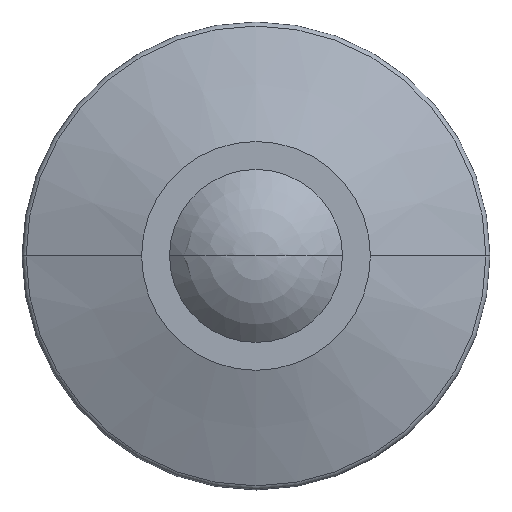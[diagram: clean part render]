
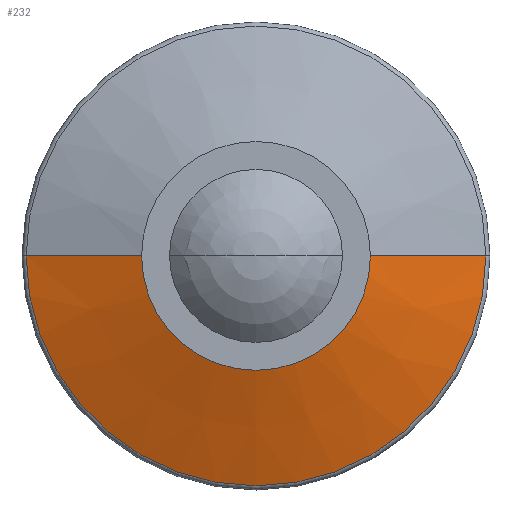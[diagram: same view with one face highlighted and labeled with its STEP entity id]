
A CAD part, top view. The second image highlights one B-rep face of the part: STEP entity #232.
In plain terms, the highlighted conical face has half-angle 69.937 degrees and reference radius 16.553 mm.
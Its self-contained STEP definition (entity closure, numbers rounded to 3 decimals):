
#232=ADVANCED_FACE('',(#637),#638,.T.);
#258=VERTEX_POINT('',#667);
#260=EDGE_CURVE('',#428,#258,#669,.T.);
#338=EDGE_CURVE('',#478,#428,#756,.T.);
#428=VERTEX_POINT('',#858);
#468=EDGE_CURVE('',#258,#524,#902,.T.);
#478=VERTEX_POINT('',#913);
#524=VERTEX_POINT('',#965);
#550=EDGE_CURVE('',#478,#524,#994,.T.);
#637=FACE_OUTER_BOUND('',#1081,.T.);
#638=CONICAL_SURFACE('',#1082,16.553,1.221);
#667=CARTESIAN_POINT('',(-11.0,0.,6.));
#669=CIRCLE('',#1123,11.0);
#756=LINE('',#1239,#1240);
#858=CARTESIAN_POINT('',(11.0,0.,6.));
#902=LINE('',#1430,#1431);
#913=CARTESIAN_POINT('',(22.106,0.,1.944));
#965=CARTESIAN_POINT('',(-22.106,0.,1.944));
#994=CIRCLE('',#1548,22.106);
#1081=EDGE_LOOP('',(#1653,#1654,#1655,#1656));
#1082=AXIS2_PLACEMENT_3D('',#1657,#1658,#1659);
#1123=AXIS2_PLACEMENT_3D('',#1701,#1702,#1703);
#1239=CARTESIAN_POINT('',(16.553,0.,3.972));
#1240=VECTOR('',#1824,1.0);
#1430=CARTESIAN_POINT('',(-16.553,0.,3.972));
#1431=VECTOR('',#2010,1.0);
#1548=AXIS2_PLACEMENT_3D('',#2118,#2119,#2120);
#1653=ORIENTED_EDGE('',*,*,#468,.T.);
#1654=ORIENTED_EDGE('',*,*,#550,.F.);
#1655=ORIENTED_EDGE('',*,*,#338,.T.);
#1656=ORIENTED_EDGE('',*,*,#260,.T.);
#1657=CARTESIAN_POINT('',(0.,0.,3.972));
#1658=DIRECTION('',(-0.0,-0.0,-1.0));
#1659=DIRECTION('',(-1.0,0.,0.0));
#1701=CARTESIAN_POINT('',(0.,0.,6.));
#1702=DIRECTION('',(-0.0,0.0,-1.0));
#1703=DIRECTION('',(-1.0,0.,0.0));
#1824=DIRECTION('',(-0.939,0.,0.343));
#2010=DIRECTION('',(-0.939,0.,-0.343));
#2118=CARTESIAN_POINT('',(0.,0.,1.944));
#2119=DIRECTION('',(-0.0,0.0,-1.0));
#2120=DIRECTION('',(-1.0,0.,0.0));
